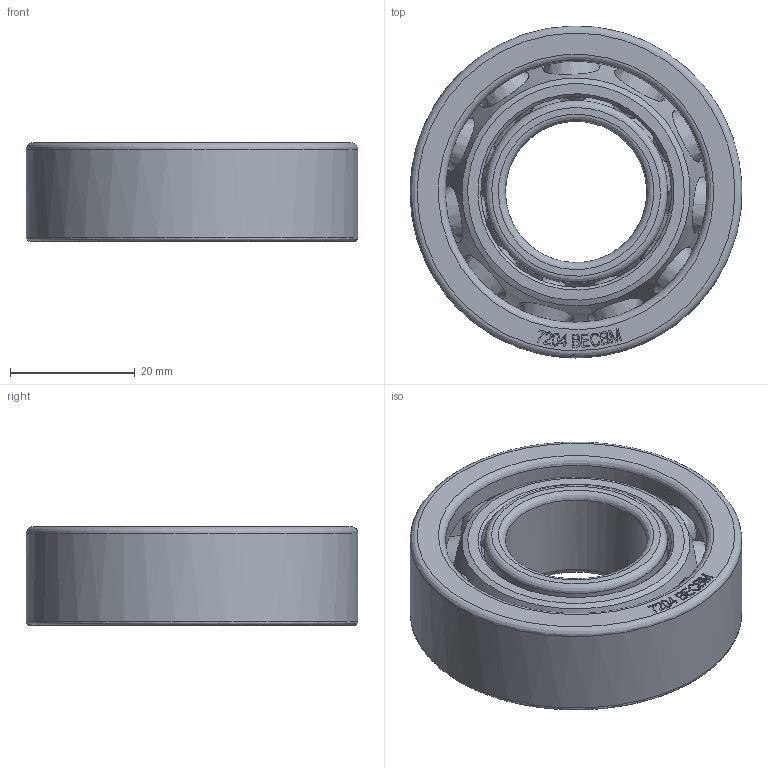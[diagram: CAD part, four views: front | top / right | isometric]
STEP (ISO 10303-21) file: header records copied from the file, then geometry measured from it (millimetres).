
FILE_DESCRIPTION(('FreeCAD Model'),'2;1');
FILE_NAME('Open CASCADE Shape Model','2025-05-09T14:14:31',('FreeCAD'),( 'FreeCAD'),'Open CASCADE STEP processor 7.6','FreeCAD','Unknown');
FILE_SCHEMA(('AUTOMOTIVE_DESIGN { 1 0 10303 214 1 1 1 1 }'));
Length unit declared in the file: millimetre
Products named in the file (1): Open CASCADE STEP translator 7.6 1
Bounding box: 53.21 x 53.24 x 15.86 mm (x, y, z)
Volume: 27217.7 mm3; surface area: 17097.4 mm2
Topology: 14 solids, 14 shells, 240 faces, 627 edges, 396 vertices
Faces by surface type: bspline 240
Entity records: 18098 total; most frequent: CARTESIAN_POINT 14664, ORIENTED_EDGE 1100, EDGE_CURVE 550, B_SPLINE_CURVE_WITH_KNOTS 436, VERTEX_POINT 374, FACE_BOUND 282, EDGE_LOOP 260, ADVANCED_FACE 229
